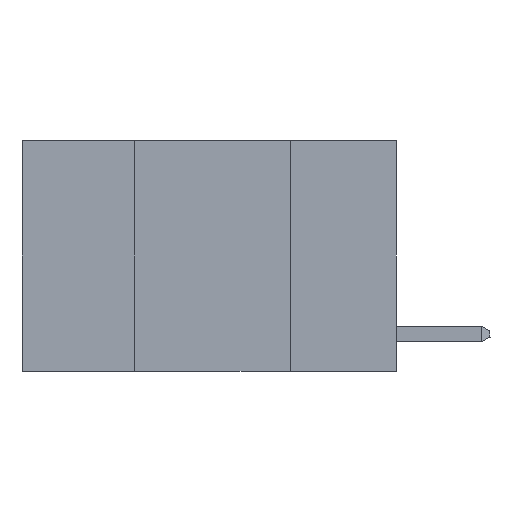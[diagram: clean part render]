
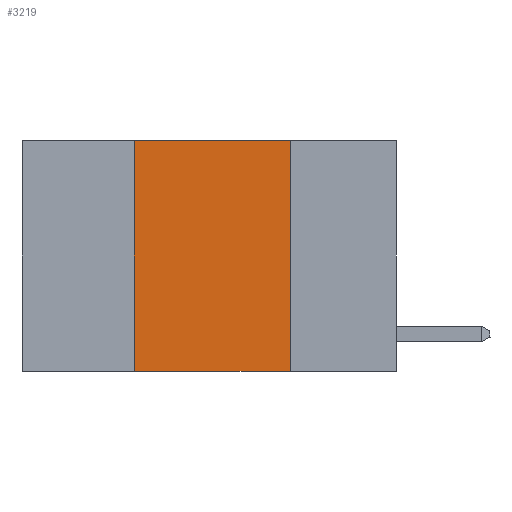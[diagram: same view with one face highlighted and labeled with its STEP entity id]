
A CAD part, left-side view. The second image highlights one B-rep face of the part: STEP entity #3219.
In plain terms, the highlighted planar face has unit normal (-1, 0, 0).
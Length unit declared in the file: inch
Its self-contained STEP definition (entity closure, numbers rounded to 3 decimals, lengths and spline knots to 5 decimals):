
#34 = VERTEX_POINT ( 'NONE', #7221 ) ;
#110 = EDGE_CURVE ( 'NONE', #1444, #5109, #3086, .T. ) ;
#340 = EDGE_CURVE ( 'NONE', #5122, #34, #4970, .T. ) ;
#1046 = EDGE_CURVE ( 'NONE', #34, #1444, #2439, .T. ) ;
#1444 = VERTEX_POINT ( 'NONE', #3749 ) ;
#2027 = VECTOR ( 'NONE', #5009, 39.37008 ) ;
#2184 = CARTESIAN_POINT ( 'NONE',  ( 0., 0.6, -0.37 ) ) ;
#2439 = LINE ( 'NONE', #4476, #6679 ) ;
#2584 = AXIS2_PLACEMENT_3D ( 'NONE', #3985, #6548, #3370 ) ;
#3086 = LINE ( 'NONE', #6175, #4687 ) ;
#3219 = ADVANCED_FACE ( 'NONE', ( #5956 ), #7165, .F. ) ;
#3370 = DIRECTION ( 'NONE',  ( 0., 0., -1. ) ) ;
#3445 = CARTESIAN_POINT ( 'NONE',  ( 0., 0.42, -0.37 ) ) ;
#3589 = DIRECTION ( 'NONE',  ( 0., 0., -1. ) ) ;
#3749 = CARTESIAN_POINT ( 'NONE',  ( 0., 0.17, 0. ) ) ;
#3985 = CARTESIAN_POINT ( 'NONE',  ( 0., 0.6, 0. ) ) ;
#4271 = EDGE_CURVE ( 'NONE', #5122, #5109, #7991, .T. ) ;
#4312 = DIRECTION ( 'NONE',  ( 0., -1., 0. ) ) ;
#4476 = CARTESIAN_POINT ( 'NONE',  ( 0., 0.6, 0. ) ) ;
#4591 = ORIENTED_EDGE ( 'NONE', *, *, #340, .F. ) ;
#4687 = VECTOR ( 'NONE', #3589, 39.37008 ) ;
#4970 = LINE ( 'NONE', #8225, #2027 ) ;
#5009 = DIRECTION ( 'NONE',  ( 0., 0., 1. ) ) ;
#5028 = VECTOR ( 'NONE', #5374, 39.37008 ) ;
#5109 = VERTEX_POINT ( 'NONE', #7200 ) ;
#5122 = VERTEX_POINT ( 'NONE', #3445 ) ;
#5374 = DIRECTION ( 'NONE',  ( 0., -1., 0. ) ) ;
#5454 = ORIENTED_EDGE ( 'NONE', *, *, #1046, .F. ) ;
#5754 = EDGE_LOOP ( 'NONE', ( #7593, #5454, #4591, #7472 ) ) ;
#5956 = FACE_OUTER_BOUND ( 'NONE', #5754, .T. ) ;
#6175 = CARTESIAN_POINT ( 'NONE',  ( 0., 0.17, 0. ) ) ;
#6548 = DIRECTION ( 'NONE',  ( 1., 0., 0. ) ) ;
#6679 = VECTOR ( 'NONE', #4312, 39.37008 ) ;
#7165 = PLANE ( 'NONE',  #2584 ) ;
#7200 = CARTESIAN_POINT ( 'NONE',  ( 0., 0.17, -0.37 ) ) ;
#7221 = CARTESIAN_POINT ( 'NONE',  ( 0., 0.42, 0. ) ) ;
#7472 = ORIENTED_EDGE ( 'NONE', *, *, #4271, .T. ) ;
#7593 = ORIENTED_EDGE ( 'NONE', *, *, #110, .F. ) ;
#7991 = LINE ( 'NONE', #2184, #5028 ) ;
#8225 = CARTESIAN_POINT ( 'NONE',  ( 0., 0.42, 0. ) ) ;
